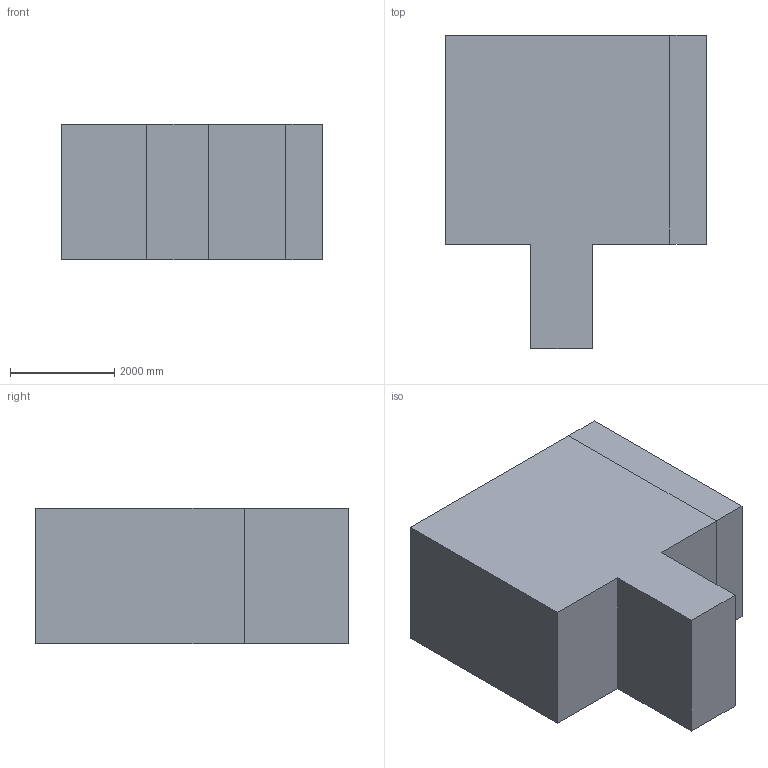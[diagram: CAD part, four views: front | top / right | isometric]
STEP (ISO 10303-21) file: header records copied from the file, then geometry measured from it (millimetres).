
FILE_DESCRIPTION (( 'STEP AP203' ), '1' );
FILE_NAME ('house_1.step', '2024-12-30T21:59:17', ( '' ), ( '' ), 'SwSTEP 2.0', 'SolidWorks 2023', '' );
FILE_SCHEMA (( 'CONFIG_CONTROL_DESIGN' ));
Length unit declared in the file: metre
Products named in the file (1): house_1
Bounding box: 5000 x 6000 x 2600 mm (x, y, z)
Volume: 56746669854.3 mm3; surface area: 158810966.4 mm2
Topology: 6 solids, 6 shells, 386 faces, 962 edges, 623 vertices
Faces by surface type: plane 231, cylinder 81, bspline 69, cone 4, sphere 1
Entity records: 35117 total; most frequent: CARTESIAN_POINT 26196, ORIENTED_EDGE 1912, DIRECTION 1633, EDGE_CURVE 956, VERTEX_POINT 622, VECTOR 593, LINE 593, AXIS2_PLACEMENT_3D 520
